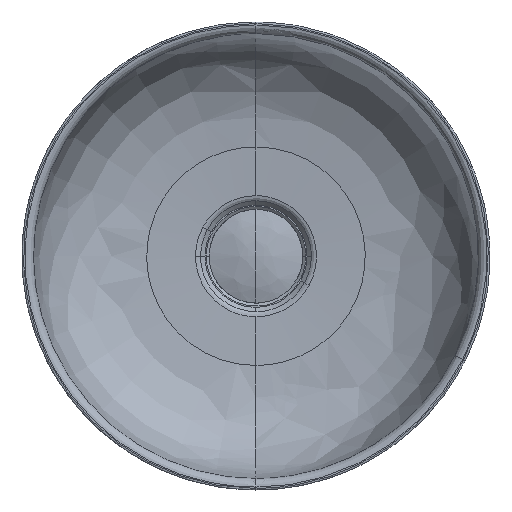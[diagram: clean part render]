
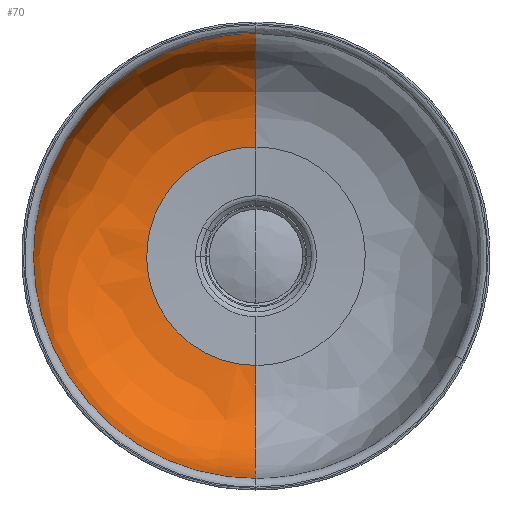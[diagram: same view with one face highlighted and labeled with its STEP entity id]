
A CAD part, top view. The second image highlights one B-rep face of the part: STEP entity #70.
In plain terms, the highlighted free-form (B-spline) face has degree [2, 5] with [9, 6] control points.
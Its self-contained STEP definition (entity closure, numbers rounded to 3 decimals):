
#70=ADVANCED_FACE('',(#180),#1492,.T.);
#180=FACE_OUTER_BOUND('',#287,.T.);
#287=EDGE_LOOP('',(#558,#559,#560,#561));
#558=ORIENTED_EDGE('',*,*,#928,.F.);
#559=ORIENTED_EDGE('',*,*,#930,.F.);
#560=ORIENTED_EDGE('',*,*,#931,.T.);
#561=ORIENTED_EDGE('',*,*,#932,.F.);
#928=EDGE_CURVE('',#1366,#1365,#1217,.T.);
#930=EDGE_CURVE('',#1368,#1366,#1108,.T.);
#931=EDGE_CURVE('',#1368,#1367,#1219,.T.);
#932=EDGE_CURVE('',#1365,#1367,#1109,.T.);
#1108=B_SPLINE_CURVE_WITH_KNOTS('',5,(#5314,#5315,#5316,#5317,#5318,#5319),
 .UNSPECIFIED.,.F.,.F.,(6,6),(-105.058,-2.1),
 .UNSPECIFIED.);
#1109=B_SPLINE_CURVE_WITH_KNOTS('',5,(#5325,#5326,#5327,#5328,#5329,#5330),
 .UNSPECIFIED.,.F.,.F.,(6,6),(2.1,105.058),
 .UNSPECIFIED.);
#1217=(
BOUNDED_CURVE()
B_SPLINE_CURVE(2,(#5304,#5305,#5306,#5307,#5308),.UNSPECIFIED.,.F.,.F.)
B_SPLINE_CURVE_WITH_KNOTS((3,2,3),(-447.866,-223.933,0.),
 .UNSPECIFIED.)
CURVE()
GEOMETRIC_REPRESENTATION_ITEM()
RATIONAL_B_SPLINE_CURVE((1.,0.707,1.,0.707,1.))
REPRESENTATION_ITEM('')
);
#1219=(
BOUNDED_CURVE()
B_SPLINE_CURVE(2,(#5320,#5321,#5322,#5323,#5324),.UNSPECIFIED.,.F.,.F.)
B_SPLINE_CURVE_WITH_KNOTS((3,2,3),(-219.911,-109.956,
0.),.UNSPECIFIED.)
CURVE()
GEOMETRIC_REPRESENTATION_ITEM()
RATIONAL_B_SPLINE_CURVE((1.,0.707,1.,0.707,1.))
REPRESENTATION_ITEM('')
);
#1365=VERTEX_POINT('',#4691);
#1366=VERTEX_POINT('',#4692);
#1367=VERTEX_POINT('',#4693);
#1368=VERTEX_POINT('',#4694);
#1492=(
BOUNDED_SURFACE()
B_SPLINE_SURFACE(2,5,((#3955,#3956,#3957,#3958,#3959,#3960),(#3961,#3962,
#3963,#3964,#3965,#3966),(#3967,#3968,#3969,#3970,#3971,#3972),(#3973,#3974,
#3975,#3976,#3977,#3978),(#3979,#3980,#3981,#3982,#3983,#3984),(#3985,#3986,
#3987,#3988,#3989,#3990),(#3991,#3992,#3993,#3994,#3995,#3996),(#3997,#3998,
#3999,#4000,#4001,#4002),(#4003,#4004,#4005,#4006,#4007,#4008)),
 .UNSPECIFIED.,.T.,.F.,.F.)
B_SPLINE_SURFACE_WITH_KNOTS((3,2,2,2,3),(6,6),(0.,223.933,447.866,
671.798,895.731),(0.,116.483),
 .UNSPECIFIED.)
GEOMETRIC_REPRESENTATION_ITEM()
RATIONAL_B_SPLINE_SURFACE(((1.,1.,1.,1.,1.,1.),(0.707,0.707,
0.707,0.707,0.707,0.707),
(1.,1.,1.,1.,1.,1.),(0.707,0.707,0.707,
0.707,0.707,0.707),(1.,1.,1.,1.,1.,
1.),(0.707,0.707,0.707,0.707,
0.707,0.707),(1.,1.,1.,1.,1.,1.),(0.707,
0.707,0.707,0.707,0.707,
0.707),(1.,1.,1.,1.,1.,1.)))
REPRESENTATION_ITEM('')
SURFACE()
);
#3955=CARTESIAN_POINT('',(142.56,0.,45.047));
#3956=CARTESIAN_POINT('',(140.361,0.,20.437));
#3957=CARTESIAN_POINT('',(137.052,0.,-4.038));
#3958=CARTESIAN_POINT('',(115.239,0.,-25.835));
#3959=CARTESIAN_POINT('',(92.62,0.,-27.02));
#3960=CARTESIAN_POINT('',(70.,0.,-28.206));
#3961=CARTESIAN_POINT('',(142.56,142.56,45.047));
#3962=CARTESIAN_POINT('',(140.361,140.361,20.437));
#3963=CARTESIAN_POINT('',(137.052,137.052,-4.038));
#3964=CARTESIAN_POINT('',(115.239,115.239,-25.835));
#3965=CARTESIAN_POINT('',(92.62,92.62,-27.02));
#3966=CARTESIAN_POINT('',(70.,70.,-28.206));
#3967=CARTESIAN_POINT('',(0.,142.56,45.047));
#3968=CARTESIAN_POINT('',(0.,140.361,20.437));
#3969=CARTESIAN_POINT('',(0.,137.052,-4.038));
#3970=CARTESIAN_POINT('',(0.,115.239,-25.835));
#3971=CARTESIAN_POINT('',(0.,92.62,-27.02));
#3972=CARTESIAN_POINT('',(0.,70.,-28.206));
#3973=CARTESIAN_POINT('',(-142.56,142.56,45.047));
#3974=CARTESIAN_POINT('',(-140.361,140.361,20.437));
#3975=CARTESIAN_POINT('',(-137.052,137.052,-4.038));
#3976=CARTESIAN_POINT('',(-115.239,115.239,-25.835));
#3977=CARTESIAN_POINT('',(-92.62,92.62,-27.02));
#3978=CARTESIAN_POINT('',(-70.,70.,-28.206));
#3979=CARTESIAN_POINT('',(-142.56,0.,45.047));
#3980=CARTESIAN_POINT('',(-140.361,0.,20.437));
#3981=CARTESIAN_POINT('',(-137.052,0.,-4.038));
#3982=CARTESIAN_POINT('',(-115.239,0.,-25.835));
#3983=CARTESIAN_POINT('',(-92.62,0.,-27.02));
#3984=CARTESIAN_POINT('',(-70.,0.,-28.206));
#3985=CARTESIAN_POINT('',(-142.56,-142.56,45.047));
#3986=CARTESIAN_POINT('',(-140.361,-140.361,20.437));
#3987=CARTESIAN_POINT('',(-137.052,-137.052,-4.038));
#3988=CARTESIAN_POINT('',(-115.239,-115.239,-25.835));
#3989=CARTESIAN_POINT('',(-92.62,-92.62,-27.02));
#3990=CARTESIAN_POINT('',(-70.,-70.,-28.206));
#3991=CARTESIAN_POINT('',(0.,-142.56,45.047));
#3992=CARTESIAN_POINT('',(0.,-140.361,20.437));
#3993=CARTESIAN_POINT('',(0.,-137.052,-4.038));
#3994=CARTESIAN_POINT('',(0.,-115.239,-25.835));
#3995=CARTESIAN_POINT('',(0.,-92.62,-27.02));
#3996=CARTESIAN_POINT('',(0.,-70.,-28.206));
#3997=CARTESIAN_POINT('',(142.56,-142.56,45.047));
#3998=CARTESIAN_POINT('',(140.361,-140.361,20.437));
#3999=CARTESIAN_POINT('',(137.052,-137.052,-4.038));
#4000=CARTESIAN_POINT('',(115.239,-115.239,-25.835));
#4001=CARTESIAN_POINT('',(92.62,-92.62,-27.02));
#4002=CARTESIAN_POINT('',(70.,-70.,-28.206));
#4003=CARTESIAN_POINT('',(142.56,0.,45.047));
#4004=CARTESIAN_POINT('',(140.361,0.,20.437));
#4005=CARTESIAN_POINT('',(137.052,0.,-4.038));
#4006=CARTESIAN_POINT('',(115.239,0.,-25.835));
#4007=CARTESIAN_POINT('',(92.62,0.,-27.02));
#4008=CARTESIAN_POINT('',(70.,0.,-28.206));
#4691=CARTESIAN_POINT('',(0.,142.56,45.047));
#4692=CARTESIAN_POINT('',(0.,-142.56,45.047));
#4693=CARTESIAN_POINT('',(0.,70.,-28.206));
#4694=CARTESIAN_POINT('',(0.,-70.,-28.206));
#5304=CARTESIAN_POINT('',(0.,-142.56,45.047));
#5305=CARTESIAN_POINT('',(-142.56,-142.56,45.047));
#5306=CARTESIAN_POINT('',(-142.56,0.,45.047));
#5307=CARTESIAN_POINT('',(-142.56,142.56,45.047));
#5308=CARTESIAN_POINT('',(0.,142.56,45.047));
#5314=CARTESIAN_POINT('',(0.,-70.,-28.206));
#5315=CARTESIAN_POINT('',(0.,-92.62,-27.02));
#5316=CARTESIAN_POINT('',(0.,-115.239,-25.835));
#5317=CARTESIAN_POINT('',(0.,-137.052,-4.038));
#5318=CARTESIAN_POINT('',(0.,-140.361,20.437));
#5319=CARTESIAN_POINT('',(0.,-142.56,45.047));
#5320=CARTESIAN_POINT('',(0.,-70.,-28.206));
#5321=CARTESIAN_POINT('',(-70.,-70.,-28.206));
#5322=CARTESIAN_POINT('',(-70.,0.,-28.206));
#5323=CARTESIAN_POINT('',(-70.,70.,-28.206));
#5324=CARTESIAN_POINT('',(0.,70.,-28.206));
#5325=CARTESIAN_POINT('',(0.,142.56,45.047));
#5326=CARTESIAN_POINT('',(0.,140.361,20.437));
#5327=CARTESIAN_POINT('',(0.,137.052,-4.038));
#5328=CARTESIAN_POINT('',(0.,115.239,-25.835));
#5329=CARTESIAN_POINT('',(0.,92.62,-27.02));
#5330=CARTESIAN_POINT('',(0.,70.,-28.206));
